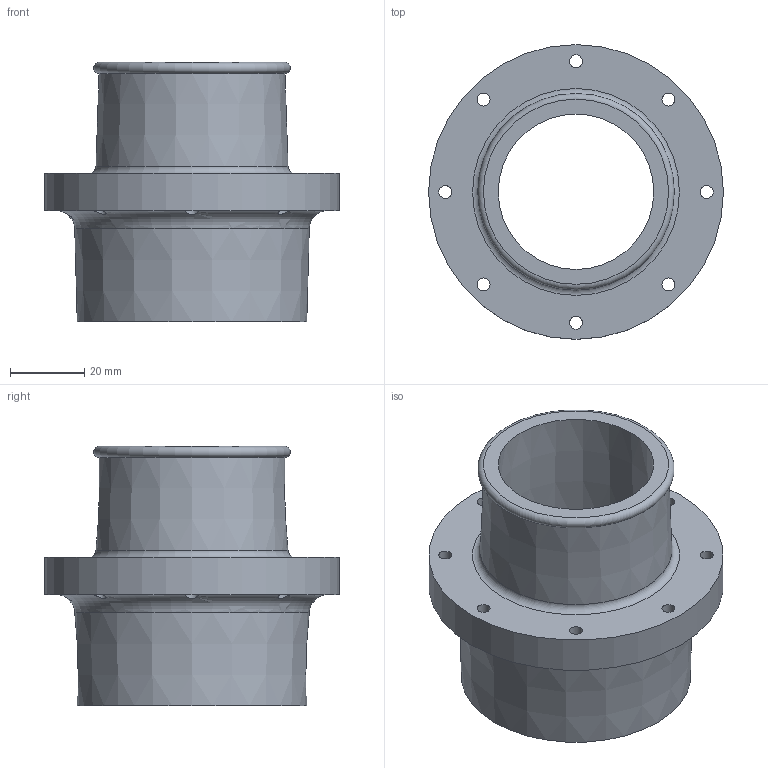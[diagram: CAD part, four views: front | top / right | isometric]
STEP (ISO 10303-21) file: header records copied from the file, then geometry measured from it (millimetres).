
FILE_DESCRIPTION(/* description */ (''),/* implementation_level */ '2;1');
FILE_NAME(/* name */ 'hose_vacuum_adapter.step',/* time_stamp */ '2021-02-11T21:07:54+01:00',/* author */ (''),/* organization */ (''),/* preprocessor_version */ 'ST-DEVELOPER v18.1',/* originating_system */ 'Autodesk Translation Framework v9.7.1.1290',/* authorisation */ '');
FILE_SCHEMA (('AUTOMOTIVE_DESIGN { 1 0 10303 214 3 1 1 }'));
Length unit declared in the file: millimetre
Products named in the file (1): hose_vacuum_adapter
Bounding box: 79.6 x 79.6 x 70 mm (x, y, z)
Volume: 71967.2 mm3; surface area: 30790.7 mm2
Topology: 1 solids, 1 shells, 22 faces, 70 edges, 45 vertices
Faces by surface type: cylinder 9, plane 5, cone 5, torus 3
Full cylindrical faces by diameter (mm): 3.5 x8, 79.6 x1
Entity records: 1177 total; most frequent: CARTESIAN_POINT 481, DIRECTION 142, ORIENTED_EDGE 140, EDGE_CURVE 70, AXIS2_PLACEMENT_3D 64, VERTEX_POINT 45, CIRCLE 41, EDGE_LOOP 35
